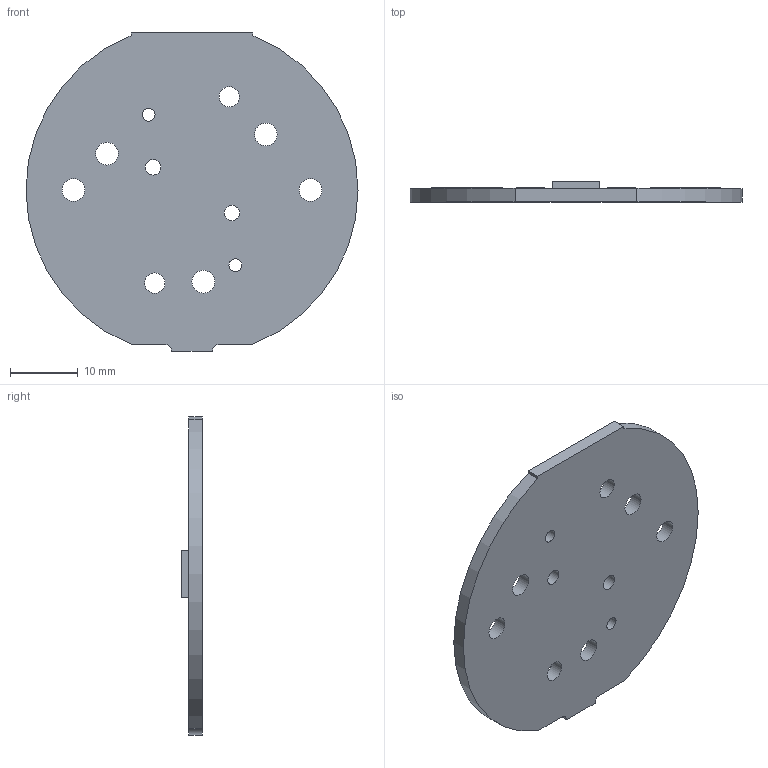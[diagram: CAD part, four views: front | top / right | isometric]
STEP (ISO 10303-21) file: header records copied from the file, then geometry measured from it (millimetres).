
FILE_DESCRIPTION(/* description */ (''),/* implementation_level */ '2;1');
FILE_NAME(/* name */ 'LZ7-A4M2PD-0000.step',/* time_stamp */ '2021-08-08T19:14:18+02:00',/* author */ (''),/* organization */ (''),/* preprocessor_version */ 'ST-DEVELOPER v18.1',/* originating_system */ 'Autodesk Translation Framework v10.9.0.1377',/* authorisation */ '');
FILE_SCHEMA (('AUTOMOTIVE_DESIGN { 1 0 10303 214 3 1 1 }'));
Length unit declared in the file: millimetre
Products named in the file (1): LZ7-A4M2PD-0000
Bounding box: 49 x 3.04 x 47 mm (x, y, z)
Volume: 3617.9 mm3; surface area: 4147.1 mm2
Topology: 1 solids, 1 shells, 145 faces, 354 edges, 236 vertices
Faces by surface type: plane 129, cylinder 16
Full cylindrical faces by diameter (mm): 1.9 x2, 2.3 x2, 3 x2, 3.35 x5, 5.75 x1
Entity records: 4404 total; most frequent: CARTESIAN_POINT 736, ORIENTED_EDGE 708, DIRECTION 678, EDGE_CURVE 354, LINE 322, VECTOR 322, VERTEX_POINT 236, EDGE_LOOP 192
